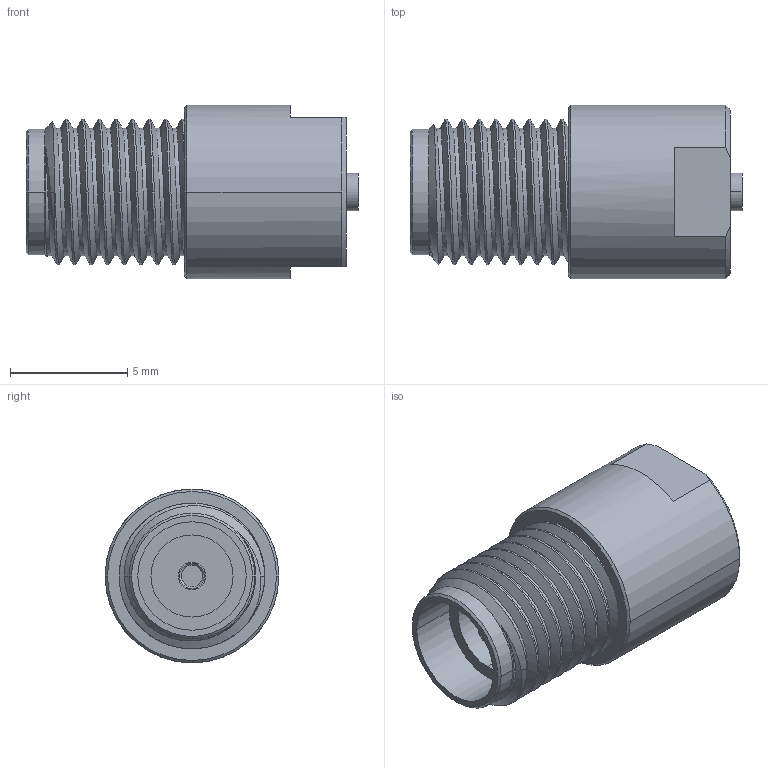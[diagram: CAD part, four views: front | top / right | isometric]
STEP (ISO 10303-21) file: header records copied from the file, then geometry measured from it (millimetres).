
FILE_DESCRIPTION (( 'STEP AP214' ), '1' );
FILE_NAME ('FMCN51276_3D.step', '2024-04-08T16:50:38', ( '' ), ( '' ), 'SwSTEP 2.0', 'SolidWorks 2022', '' );
FILE_SCHEMA (( 'AUTOMOTIVE_DESIGN' ));
Length unit declared in the file: millimetre
Products named in the file (1): FMCN51276_3D
Bounding box: 14.14 x 7.4 x 7.4 mm (x, y, z)
Volume: 397.5 mm3; surface area: 565.7 mm2
Topology: 1 solids, 1 shells, 72 faces, 182 edges, 118 vertices
Faces by surface type: cylinder 33, plane 21, cone 14, bspline 4
Entity records: 5283 total; most frequent: CARTESIAN_POINT 3606, ORIENTED_EDGE 364, DIRECTION 326, EDGE_CURVE 182, AXIS2_PLACEMENT_3D 130, VERTEX_POINT 118, EDGE_LOOP 78, FACE_OUTER_BOUND 72
